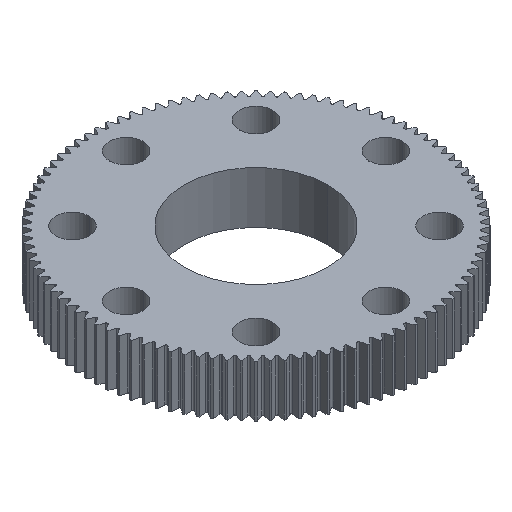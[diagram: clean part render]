
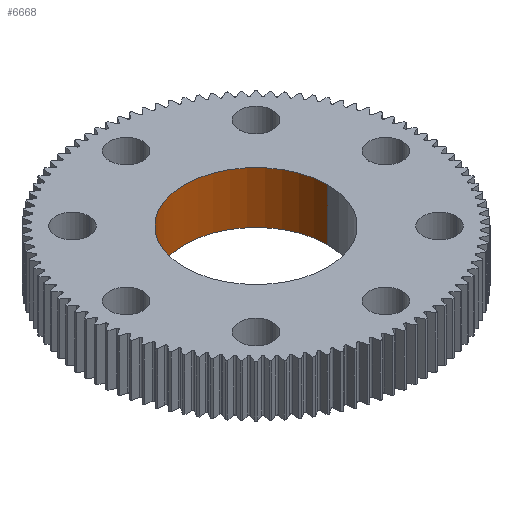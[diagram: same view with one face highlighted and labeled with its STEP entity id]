
A CAD part, isometric view. The second image highlights one B-rep face of the part: STEP entity #6668.
In plain terms, the highlighted cylindrical face has radius 5.52 mm (diameter 11.04 mm), a partial arc.
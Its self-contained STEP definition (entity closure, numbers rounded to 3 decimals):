
#72 = ORIENTED_EDGE ( 'NONE', *, *, #7677, .T. ) ;
#82 = ORIENTED_EDGE ( 'NONE', *, *, #13560, .F. ) ;
#157 = DIRECTION ( 'NONE',  ( -1., 0., 0. ) ) ;
#843 = DIRECTION ( 'NONE',  ( 0., 0., 1. ) ) ;
#1323 = DIRECTION ( 'NONE',  ( 1., 0., 0. ) ) ;
#2139 = VERTEX_POINT ( 'NONE', #10913 ) ;
#2475 = LINE ( 'NONE', #12215, #10809 ) ;
#2846 = CARTESIAN_POINT ( 'NONE',  ( -5.52, 0., 5. ) ) ;
#2999 = CIRCLE ( 'NONE', #6009, 5.52 ) ;
#3250 = CARTESIAN_POINT ( 'NONE',  ( 5.52, 0., 4. ) ) ;
#3718 = CIRCLE ( 'NONE', #14258, 5.52 ) ;
#3790 = CARTESIAN_POINT ( 'NONE',  ( 5.52, 0., 0. ) ) ;
#4750 = CARTESIAN_POINT ( 'NONE',  ( -5.52, 0., 4. ) ) ;
#4789 = FACE_OUTER_BOUND ( 'NONE', #9079, .T. ) ;
#5683 = VECTOR ( 'NONE', #8975, 1000. ) ;
#6009 = AXIS2_PLACEMENT_3D ( 'NONE', #8399, #8475, #1323 ) ;
#6095 = AXIS2_PLACEMENT_3D ( 'NONE', #6118, #6195, #157 ) ;
#6118 = CARTESIAN_POINT ( 'NONE',  ( 0., 0., 5. ) ) ;
#6195 = DIRECTION ( 'NONE',  ( 0., 0., -1. ) ) ;
#6668 = ADVANCED_FACE ( 'NONE', ( #4789 ), #13130, .F. ) ;
#7536 = VERTEX_POINT ( 'NONE', #3790 ) ;
#7677 = EDGE_CURVE ( 'NONE', #15038, #2139, #12434, .T. ) ;
#7700 = ORIENTED_EDGE ( 'NONE', *, *, #11629, .T. ) ;
#8399 = CARTESIAN_POINT ( 'NONE',  ( 0., 0., 4. ) ) ;
#8475 = DIRECTION ( 'NONE',  ( 0., 0., 1. ) ) ;
#8975 = DIRECTION ( 'NONE',  ( 0., 0., -1. ) ) ;
#9079 = EDGE_LOOP ( 'NONE', ( #11509, #7700, #72, #82 ) ) ;
#9163 = CARTESIAN_POINT ( 'NONE',  ( 0., 0., 0. ) ) ;
#10809 = VECTOR ( 'NONE', #11039, 1000. ) ;
#10913 = CARTESIAN_POINT ( 'NONE',  ( -5.52, 0., 0. ) ) ;
#11039 = DIRECTION ( 'NONE',  ( 0., 0., -1. ) ) ;
#11509 = ORIENTED_EDGE ( 'NONE', *, *, #15186, .F. ) ;
#11629 = EDGE_CURVE ( 'NONE', #12144, #15038, #2999, .T. ) ;
#12144 = VERTEX_POINT ( 'NONE', #3250 ) ;
#12215 = CARTESIAN_POINT ( 'NONE',  ( 5.52, 0., 5. ) ) ;
#12434 = LINE ( 'NONE', #2846, #5683 ) ;
#12940 = DIRECTION ( 'NONE',  ( 1., 0., 0. ) ) ;
#13130 = CYLINDRICAL_SURFACE ( 'NONE', #6095, 5.52 ) ;
#13560 = EDGE_CURVE ( 'NONE', #7536, #2139, #3718, .T. ) ;
#14258 = AXIS2_PLACEMENT_3D ( 'NONE', #9163, #843, #12940 ) ;
#15038 = VERTEX_POINT ( 'NONE', #4750 ) ;
#15186 = EDGE_CURVE ( 'NONE', #12144, #7536, #2475, .T. ) ;
